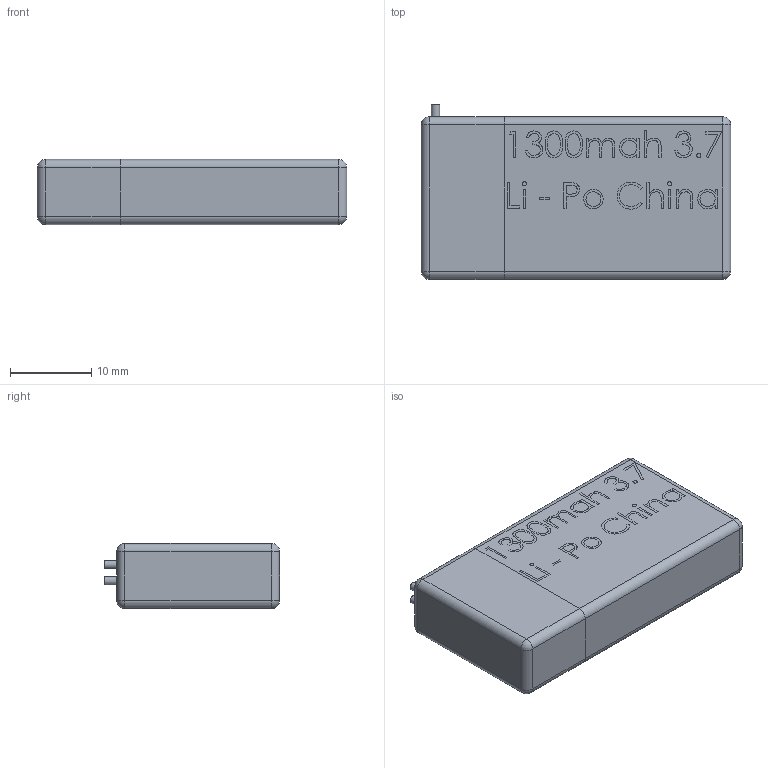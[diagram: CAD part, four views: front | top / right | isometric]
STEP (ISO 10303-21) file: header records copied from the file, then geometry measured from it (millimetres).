
FILE_DESCRIPTION(/* description */ (''),/* implementation_level */ '2;1');
FILE_NAME(/* name */ 'Li-po.stp',/* time_stamp */ '2023-02-19T00:55:24+03:00',/* author */ ('Tasya'),/* organization */ (''),/* preprocessor_version */ 'ST-DEVELOPER v18.1',/* originating_system */ 'Autodesk Inventor 2021',/* authorisation */ '');
FILE_SCHEMA (('AUTOMOTIVE_DESIGN { 1 0 10303 214 3 1 1 }'));
Length unit declared in the file: millimetre
Products named in the file (1): Li-po
Bounding box: 38 x 21.5 x 8 mm (x, y, z)
Volume: 6027 mm3; surface area: 2343 mm2
Topology: 1 solids, 1 shells, 65 faces, 287 edges, 253 vertices
Faces by surface type: plane 40, cylinder 17, sphere 8
Full cylindrical faces by diameter (mm): 1 x2
Entity records: 3914 total; most frequent: CARTESIAN_POINT 1550, ORIENTED_EDGE 572, DIRECTION 323, EDGE_CURVE 286, VERTEX_POINT 253, LINE 129, VECTOR 129, B_SPLINE_CURVE_WITH_KNOTS 126
